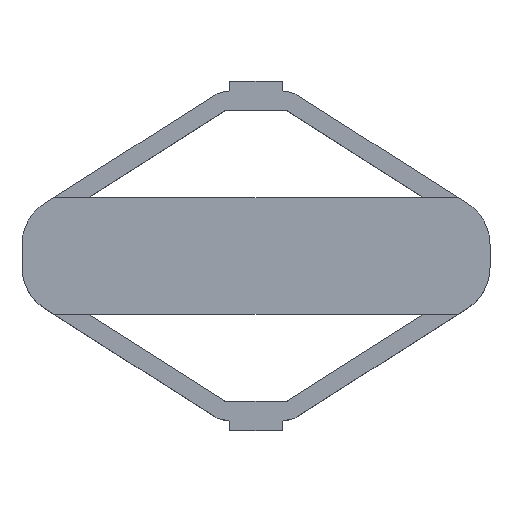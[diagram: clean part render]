
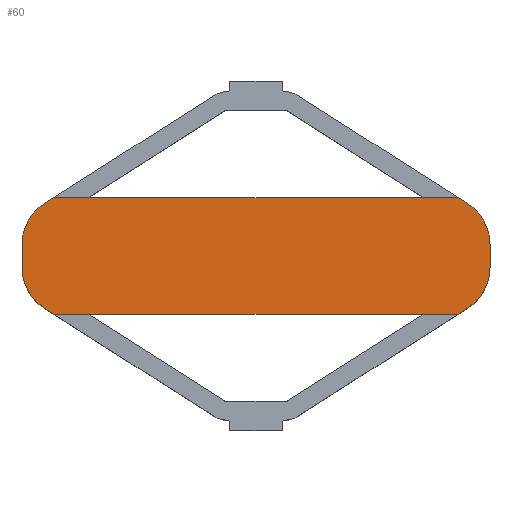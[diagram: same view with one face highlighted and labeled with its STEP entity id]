
A CAD part, top view. The second image highlights one B-rep face of the part: STEP entity #60.
In plain terms, the highlighted planar face has unit normal (0, 0, 1).
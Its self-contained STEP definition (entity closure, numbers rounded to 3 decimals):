
#2 = EDGE_CURVE ( 'NONE', #261, #24, #710, .T. ) ;
#20 = EDGE_CURVE ( 'NONE', #42, #261, #657, .T. ) ;
#24 = VERTEX_POINT ( 'NONE', #740 ) ;
#41 = EDGE_CURVE ( 'NONE', #155, #42, #867, .T. ) ;
#42 = VERTEX_POINT ( 'NONE', #869 ) ;
#58 = ORIENTED_EDGE ( 'NONE', *, *, #685, .T. ) ;
#59 = ORIENTED_EDGE ( 'NONE', *, *, #584, .T. ) ;
#60 = ADVANCED_FACE ( 'NONE', ( #833 ), #824, .T. ) ;
#61 = ORIENTED_EDGE ( 'NONE', *, *, #592, .T. ) ;
#62 = ORIENTED_EDGE ( 'NONE', *, *, #581, .T. ) ;
#63 = ORIENTED_EDGE ( 'NONE', *, *, #605, .T. ) ;
#84 = ORIENTED_EDGE ( 'NONE', *, *, #176, .T. ) ;
#85 = ORIENTED_EDGE ( 'NONE', *, *, #41, .T. ) ;
#86 = ORIENTED_EDGE ( 'NONE', *, *, #87, .T. ) ;
#87 = EDGE_CURVE ( 'NONE', #594, #177, #829, .T. ) ;
#89 = ORIENTED_EDGE ( 'NONE', *, *, #2, .T. ) ;
#90 = ORIENTED_EDGE ( 'NONE', *, *, #187, .T. ) ;
#155 = VERTEX_POINT ( 'NONE', #787 ) ;
#170 = VERTEX_POINT ( 'NONE', #781 ) ;
#176 = EDGE_CURVE ( 'NONE', #177, #170, #773, .T. ) ;
#177 = VERTEX_POINT ( 'NONE', #774 ) ;
#187 = EDGE_CURVE ( 'NONE', #170, #155, #914, .T. ) ;
#261 = VERTEX_POINT ( 'NONE', #1133 ) ;
#405 = VERTEX_POINT ( 'NONE', #1445 ) ;
#545 = VERTEX_POINT ( 'NONE', #1521 ) ;
#581 = EDGE_CURVE ( 'NONE', #595, #405, #1660, .T. ) ;
#582 = VERTEX_POINT ( 'NONE', #1536 ) ;
#584 = EDGE_CURVE ( 'NONE', #405, #582, #1650, .T. ) ;
#592 = EDGE_CURVE ( 'NONE', #582, #545, #1610, .T. ) ;
#594 = VERTEX_POINT ( 'NONE', #1590 ) ;
#595 = VERTEX_POINT ( 'NONE', #1599 ) ;
#605 = EDGE_CURVE ( 'NONE', #680, #595, #1671, .T. ) ;
#627 = DIRECTION ( 'NONE',  ( 0., 0., 1. ) ) ;
#657 = CIRCLE ( 'NONE', #690, 8.286 ) ;
#680 = VERTEX_POINT ( 'NONE', #1824 ) ;
#685 = EDGE_CURVE ( 'NONE', #545, #594, #1761, .T. ) ;
#687 = DIRECTION ( 'NONE',  ( 1., 0., 0. ) ) ;
#690 = AXIS2_PLACEMENT_3D ( 'NONE', #693, #627, #687 ) ;
#693 = CARTESIAN_POINT ( 'NONE',  ( -31.917, -2., 11.25 ) ) ;
#707 = DIRECTION ( 'NONE',  ( 0.844, -0.537, 0. ) ) ;
#708 = VECTOR ( 'NONE', #707, 1000. ) ;
#709 = CARTESIAN_POINT ( 'NONE',  ( -36.366, -8.99, 11.25 ) ) ;
#710 = LINE ( 'NONE', #709, #708 ) ;
#740 = CARTESIAN_POINT ( 'NONE',  ( -34.779, -10., 11.25 ) ) ;
#770 = DIRECTION ( 'NONE',  ( -0.844, -0.537, 0. ) ) ;
#771 = VECTOR ( 'NONE', #770, 1000. ) ;
#772 = CARTESIAN_POINT ( 'NONE',  ( -36.366, 8.99, 11.25 ) ) ;
#773 = LINE ( 'NONE', #772, #771 ) ;
#774 = CARTESIAN_POINT ( 'NONE',  ( -34.779, 10., 11.25 ) ) ;
#781 = CARTESIAN_POINT ( 'NONE',  ( -36.366, 8.99, 11.25 ) ) ;
#787 = CARTESIAN_POINT ( 'NONE',  ( -40.203, 2., 11.25 ) ) ;
#820 = DIRECTION ( 'NONE',  ( 1., 0., 0. ) ) ;
#821 = DIRECTION ( 'NONE',  ( 0., 0., 1. ) ) ;
#822 = CARTESIAN_POINT ( 'NONE',  ( 31.917, -2., 11.25 ) ) ;
#823 = AXIS2_PLACEMENT_3D ( 'NONE', #822, #821, #820 ) ;
#824 = PLANE ( 'NONE',  #823 ) ;
#828 = CARTESIAN_POINT ( 'NONE',  ( -34.779, 10., 11.25 ) ) ;
#829 = LINE ( 'NONE', #828, #971 ) ;
#833 = FACE_OUTER_BOUND ( 'NONE', #1841, .T. ) ;
#850 = AXIS2_PLACEMENT_3D ( 'NONE', #918, #898, #897 ) ;
#864 = DIRECTION ( 'NONE',  ( 0., -1., 0. ) ) ;
#865 = VECTOR ( 'NONE', #864, 1000. ) ;
#866 = CARTESIAN_POINT ( 'NONE',  ( -40.203, -2., 11.25 ) ) ;
#867 = LINE ( 'NONE', #866, #865 ) ;
#869 = CARTESIAN_POINT ( 'NONE',  ( -40.203, -2., 11.25 ) ) ;
#897 = DIRECTION ( 'NONE',  ( 1., 0., 0. ) ) ;
#898 = DIRECTION ( 'NONE',  ( 0., 0., 1. ) ) ;
#914 = CIRCLE ( 'NONE', #850, 8.286 ) ;
#918 = CARTESIAN_POINT ( 'NONE',  ( -31.917, 2., 11.25 ) ) ;
#969 = DIRECTION ( 'NONE',  ( -1., 0., 0. ) ) ;
#971 = VECTOR ( 'NONE', #969, 1000. ) ;
#1133 = CARTESIAN_POINT ( 'NONE',  ( -36.366, -8.99, 11.25 ) ) ;
#1445 = CARTESIAN_POINT ( 'NONE',  ( 40.203, -2., 11.25 ) ) ;
#1484 = DIRECTION ( 'NONE',  ( 0.844, 0.537, 0. ) ) ;
#1485 = VECTOR ( 'NONE', #1484, 1000. ) ;
#1521 = CARTESIAN_POINT ( 'NONE',  ( 36.366, 8.99, 11.25 ) ) ;
#1536 = CARTESIAN_POINT ( 'NONE',  ( 40.203, 2., 11.25 ) ) ;
#1590 = CARTESIAN_POINT ( 'NONE',  ( 34.779, 10., 11.25 ) ) ;
#1592 = DIRECTION ( 'NONE',  ( 1., 0., 0. ) ) ;
#1593 = DIRECTION ( 'NONE',  ( 0., 0., 1. ) ) ;
#1599 = CARTESIAN_POINT ( 'NONE',  ( 36.366, -8.99, 11.25 ) ) ;
#1607 = CARTESIAN_POINT ( 'NONE',  ( 31.917, 2., 11.25 ) ) ;
#1610 = CIRCLE ( 'NONE', #1646, 8.286 ) ;
#1646 = AXIS2_PLACEMENT_3D ( 'NONE', #1607, #1593, #1592 ) ;
#1647 = DIRECTION ( 'NONE',  ( 0., 1., 0. ) ) ;
#1648 = VECTOR ( 'NONE', #1647, 1000. ) ;
#1649 = CARTESIAN_POINT ( 'NONE',  ( 40.203, -2., 11.25 ) ) ;
#1650 = LINE ( 'NONE', #1649, #1648 ) ;
#1654 = DIRECTION ( 'NONE',  ( 1., 0., 0. ) ) ;
#1655 = DIRECTION ( 'NONE',  ( 0., 0., 1. ) ) ;
#1656 = CARTESIAN_POINT ( 'NONE',  ( 31.917, -2., 11.25 ) ) ;
#1659 = AXIS2_PLACEMENT_3D ( 'NONE', #1656, #1655, #1654 ) ;
#1660 = CIRCLE ( 'NONE', #1659, 8.286 ) ;
#1671 = LINE ( 'NONE', #1672, #1485 ) ;
#1672 = CARTESIAN_POINT ( 'NONE',  ( 36.366, -8.99, 11.25 ) ) ;
#1701 = DIRECTION ( 'NONE',  ( -0.844, 0.537, 0. ) ) ;
#1702 = VECTOR ( 'NONE', #1701, 1000. ) ;
#1703 = CARTESIAN_POINT ( 'NONE',  ( 36.366, 8.99, 11.25 ) ) ;
#1738 = DIRECTION ( 'NONE',  ( 1., 0., 0. ) ) ;
#1739 = VECTOR ( 'NONE', #1738, 1000. ) ;
#1740 = CARTESIAN_POINT ( 'NONE',  ( -34.779, -10., 11.25 ) ) ;
#1742 = LINE ( 'NONE', #1740, #1739 ) ;
#1761 = LINE ( 'NONE', #1703, #1702 ) ;
#1824 = CARTESIAN_POINT ( 'NONE',  ( 34.779, -10., 11.25 ) ) ;
#1833 = ORIENTED_EDGE ( 'NONE', *, *, #20, .T. ) ;
#1834 = ORIENTED_EDGE ( 'NONE', *, *, #1846, .T. ) ;
#1841 = EDGE_LOOP ( 'NONE', ( #62, #59, #61, #58, #86, #84, #90, #85, #1833, #89, #1834, #63 ) ) ;
#1846 = EDGE_CURVE ( 'NONE', #24, #680, #1742, .T. ) ;
